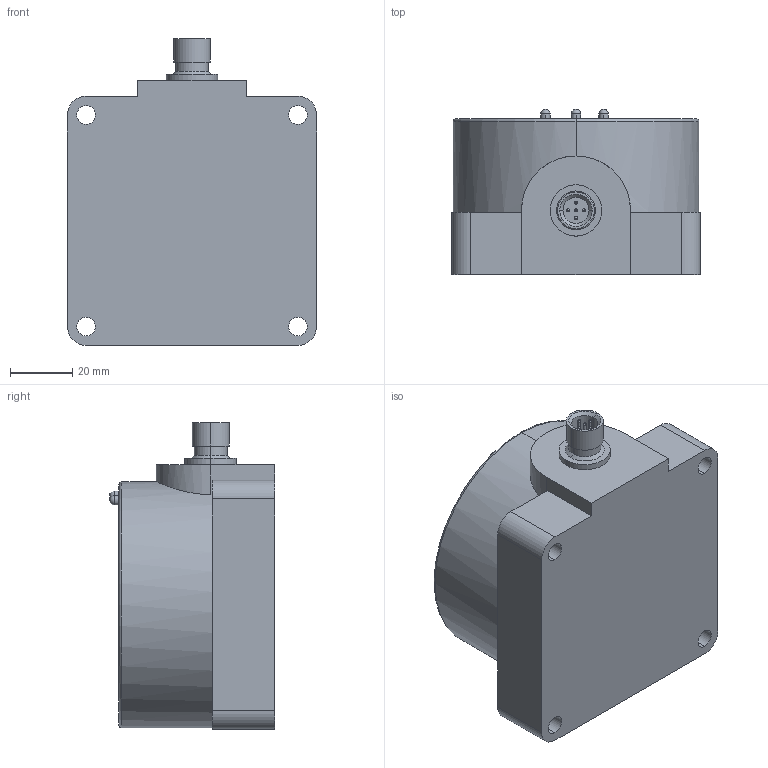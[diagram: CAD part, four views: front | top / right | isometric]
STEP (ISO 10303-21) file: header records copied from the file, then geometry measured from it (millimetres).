
FILE_DESCRIPTION (( 'STEP AP203' ), '1' );
FILE_NAME ('Q50 mit LED.STEP', '2013-09-12T09:52:09', ( 'Haig_DELL_Lap' ), ( '' ), 'SwSTEP 2.0', 'SolidWorks 2005354', '' );
FILE_SCHEMA (( 'CONFIG_CONTROL_DESIGN' ));
Length unit declared in the file: millimetre
Products named in the file (3): Q50 Wandler_Standard; Q50 mit LED; Q50 mit LED_Standard
Assembly tree (2 placements, depth 2):
  Q50 mit LED
    Q50 Wandler_Standard
    Q50 mit LED_Standard
Bounding box: 80 x 53 x 98.5 mm (x, y, z)
Volume: 223443.2 mm3; surface area: 42459.4 mm2
Topology: 2 solids, 2 shells, 81 faces, 209 edges, 132 vertices
Faces by surface type: cylinder 44, plane 18, sphere 13, cone 4, torus 2
Entity records: 2649 total; most frequent: DIRECTION 454, CARTESIAN_POINT 432, ORIENTED_EDGE 360, AXIS2_PLACEMENT_3D 190, EDGE_CURVE 180, VERTEX_POINT 116, CIRCLE 104, EDGE_LOOP 102
